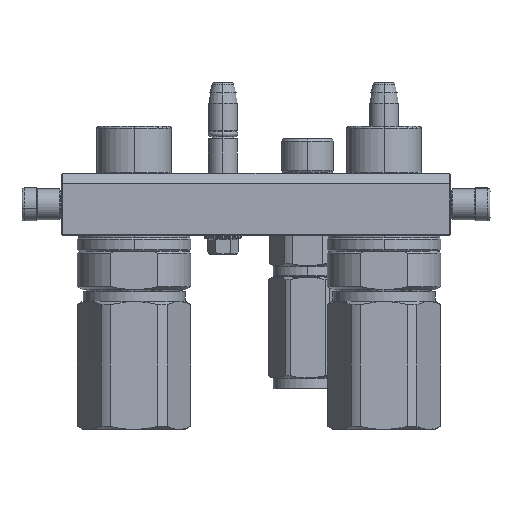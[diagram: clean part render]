
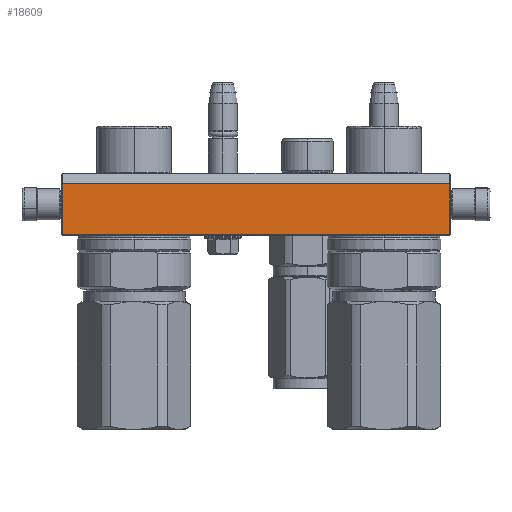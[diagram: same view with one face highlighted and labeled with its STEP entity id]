
A CAD part, left-side view. The second image highlights one B-rep face of the part: STEP entity #18609.
In plain terms, the highlighted face is planar.
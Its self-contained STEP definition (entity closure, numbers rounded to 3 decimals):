
#2561 = PLANE ( 'NONE',  #76644 ) ;
#3682 = EDGE_CURVE ( 'NONE', #34715, #72915, #16508, .T. ) ;
#10020 = LINE ( 'NONE', #51168, #44602 ) ;
#14082 = FACE_OUTER_BOUND ( 'NONE', #28039, .T. ) ;
#16508 = LINE ( 'NONE', #58558, #60378 ) ;
#17194 = DIRECTION ( 'NONE',  ( 0., 1., 0. ) ) ;
#18609 = ADVANCED_FACE ( 'NONE', ( #14082 ), #2561, .T. ) ;
#23980 = LINE ( 'NONE', #33738, #44505 ) ;
#27304 = CARTESIAN_POINT ( 'NONE',  ( -93.5, 5., -45. ) ) ;
#27606 = VERTEX_POINT ( 'NONE', #27304 ) ;
#28039 = EDGE_LOOP ( 'NONE', ( #38191, #49069, #74389, #48050 ) ) ;
#28406 = LINE ( 'NONE', #35129, #75050 ) ;
#31584 = DIRECTION ( 'NONE',  ( -1., 0., 0. ) ) ;
#31901 = VERTEX_POINT ( 'NONE', #70547 ) ;
#32114 = CARTESIAN_POINT ( 'NONE',  ( 94., 0., -45. ) ) ;
#33738 = CARTESIAN_POINT ( 'NONE',  ( -93.5, 5., -45. ) ) ;
#34367 = EDGE_CURVE ( 'NONE', #27606, #31901, #23980, .T. ) ;
#34715 = VERTEX_POINT ( 'NONE', #58674 ) ;
#35129 = CARTESIAN_POINT ( 'NONE',  ( 93.5, 5., -45. ) ) ;
#37846 = DIRECTION ( 'NONE',  ( 0., 0., -1. ) ) ;
#38191 = ORIENTED_EDGE ( 'NONE', *, *, #34367, .T. ) ;
#44505 = VECTOR ( 'NONE', #17194, 1000. ) ;
#44602 = VECTOR ( 'NONE', #71478, 1000. ) ;
#48050 = ORIENTED_EDGE ( 'NONE', *, *, #55751, .T. ) ;
#49069 = ORIENTED_EDGE ( 'NONE', *, *, #74997, .F. ) ;
#51168 = CARTESIAN_POINT ( 'NONE',  ( 93.5, 29.5, -45. ) ) ;
#55751 = EDGE_CURVE ( 'NONE', #34715, #27606, #28406, .T. ) ;
#57708 = CARTESIAN_POINT ( 'NONE',  ( 93.5, 29.5, -45. ) ) ;
#58558 = CARTESIAN_POINT ( 'NONE',  ( 93.5, 5., -45. ) ) ;
#58674 = CARTESIAN_POINT ( 'NONE',  ( 93.5, 5., -45. ) ) ;
#60378 = VECTOR ( 'NONE', #72086, 1000. ) ;
#70547 = CARTESIAN_POINT ( 'NONE',  ( -93.5, 29.5, -45. ) ) ;
#71478 = DIRECTION ( 'NONE',  ( -1., 0., 0. ) ) ;
#72086 = DIRECTION ( 'NONE',  ( 0., 1., 0. ) ) ;
#72915 = VERTEX_POINT ( 'NONE', #57708 ) ;
#74389 = ORIENTED_EDGE ( 'NONE', *, *, #3682, .F. ) ;
#74997 = EDGE_CURVE ( 'NONE', #72915, #31901, #10020, .T. ) ;
#75050 = VECTOR ( 'NONE', #77022, 1000. ) ;
#76644 = AXIS2_PLACEMENT_3D ( 'NONE', #32114, #37846, #31584 ) ;
#77022 = DIRECTION ( 'NONE',  ( -1., 0., 0. ) ) ;
